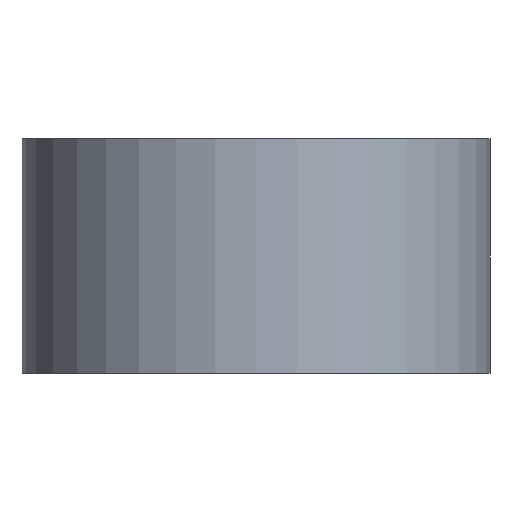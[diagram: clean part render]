
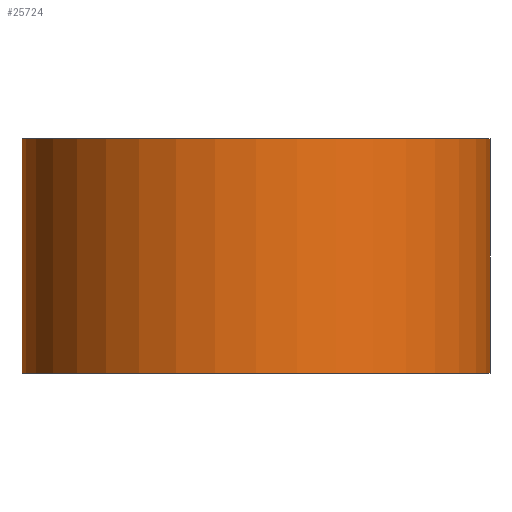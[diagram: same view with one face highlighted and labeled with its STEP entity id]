
A CAD part, front view. The second image highlights one B-rep face of the part: STEP entity #25724.
In plain terms, the highlighted cylindrical face has radius 12.696 mm (diameter 25.392 mm), a partial arc.
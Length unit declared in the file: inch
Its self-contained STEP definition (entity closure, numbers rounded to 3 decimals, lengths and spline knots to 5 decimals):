
#35 = DIRECTION ( 'NONE',  ( 0., 0., -1. ) ) ;
#278 = CARTESIAN_POINT ( 'NONE',  ( -0.49985, 0., 0.5 ) ) ;
#322 = ORIENTED_EDGE ( 'NONE', *, *, #15405, .F. ) ;
#561 = CARTESIAN_POINT ( 'NONE',  ( 0.49985, 0., 0. ) ) ;
#2970 = VERTEX_POINT ( 'NONE', #278 ) ;
#3558 = DIRECTION ( 'NONE',  ( -1., 0., 0. ) ) ;
#4119 = VECTOR ( 'NONE', #27016, 39.37008 ) ;
#4310 = DIRECTION ( 'NONE',  ( 0., 0., 1. ) ) ;
#4649 = CARTESIAN_POINT ( 'NONE',  ( 0., 0., 0. ) ) ;
#5436 = EDGE_LOOP ( 'NONE', ( #322, #26846, #16708, #15272 ) ) ;
#5558 = CARTESIAN_POINT ( 'NONE',  ( 0.49985, 0., 0.5 ) ) ;
#5616 = EDGE_CURVE ( 'NONE', #11424, #16132, #17335, .T. ) ;
#6290 = CYLINDRICAL_SURFACE ( 'NONE', #13361, 0.49985 ) ;
#6477 = DIRECTION ( 'NONE',  ( 1., 0., 0. ) ) ;
#6826 = DIRECTION ( 'NONE',  ( 0., 0., 1. ) ) ;
#9397 = AXIS2_PLACEMENT_3D ( 'NONE', #10674, #4310, #6477 ) ;
#10674 = CARTESIAN_POINT ( 'NONE',  ( 0., 0., 0.5 ) ) ;
#11424 = VERTEX_POINT ( 'NONE', #18229 ) ;
#12139 = VECTOR ( 'NONE', #35, 39.37008 ) ;
#12150 = VERTEX_POINT ( 'NONE', #5558 ) ;
#12290 = DIRECTION ( 'NONE',  ( 0., 0., -1. ) ) ;
#13361 = AXIS2_PLACEMENT_3D ( 'NONE', #18743, #12290, #3558 ) ;
#15272 = ORIENTED_EDGE ( 'NONE', *, *, #5616, .T. ) ;
#15336 = EDGE_CURVE ( 'NONE', #2970, #11424, #18520, .T. ) ;
#15405 = EDGE_CURVE ( 'NONE', #12150, #16132, #19535, .T. ) ;
#16132 = VERTEX_POINT ( 'NONE', #561 ) ;
#16318 = FACE_OUTER_BOUND ( 'NONE', #5436, .T. ) ;
#16708 = ORIENTED_EDGE ( 'NONE', *, *, #15336, .T. ) ;
#17335 = CIRCLE ( 'NONE', #26254, 0.49985 ) ;
#18229 = CARTESIAN_POINT ( 'NONE',  ( -0.49985, 0., 0. ) ) ;
#18520 = LINE ( 'NONE', #22721, #4119 ) ;
#18743 = CARTESIAN_POINT ( 'NONE',  ( 0., 0., 0.5 ) ) ;
#19535 = LINE ( 'NONE', #20758, #12139 ) ;
#20108 = DIRECTION ( 'NONE',  ( 1., 0., 0. ) ) ;
#20758 = CARTESIAN_POINT ( 'NONE',  ( 0.49985, 0., 0.5 ) ) ;
#22721 = CARTESIAN_POINT ( 'NONE',  ( -0.49985, 0., 0.5 ) ) ;
#25724 = ADVANCED_FACE ( 'NONE', ( #16318 ), #6290, .T. ) ;
#25914 = EDGE_CURVE ( 'NONE', #2970, #12150, #26724, .T. ) ;
#26254 = AXIS2_PLACEMENT_3D ( 'NONE', #4649, #6826, #20108 ) ;
#26724 = CIRCLE ( 'NONE', #9397, 0.49985 ) ;
#26846 = ORIENTED_EDGE ( 'NONE', *, *, #25914, .F. ) ;
#27016 = DIRECTION ( 'NONE',  ( 0., 0., -1. ) ) ;
